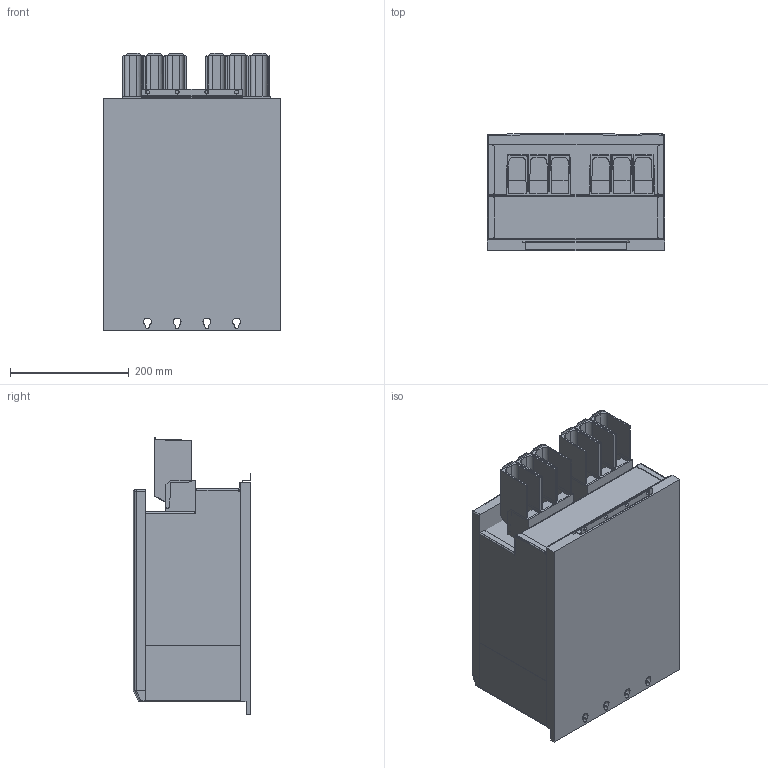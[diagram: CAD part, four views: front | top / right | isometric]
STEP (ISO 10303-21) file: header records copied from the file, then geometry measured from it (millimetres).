
FILE_DESCRIPTION (( 'STEP AP214' ), '1' );
FILE_NAME ('G0H6000-C024.STEP', '2010-12-10T09:14:38', ( 'KEB' ), ( 'Karl E. Brinkmann GmbH' ), 'SwSTEP 2.0', 'SolidWorks 2007', '' );
FILE_SCHEMA (( 'AUTOMOTIVE_DESIGN' ));
Length unit declared in the file: millimetre
Products named in the file (1): G0H6000-C024
Bounding box: 299 x 198.1 x 467.51 mm (x, y, z)
Volume: 5129995.3 mm3; surface area: 1271488.5 mm2
Topology: 27 solids, 27 shells, 1344 faces, 3494 edges, 2200 vertices
Faces by surface type: plane 832, cylinder 385, sphere 54, cone 27, bspline 26, torus 20
Entity records: 56445 total; most frequent: CARTESIAN_POINT 9343, ORIENTED_EDGE 6900, DIRECTION 6271, EDGE_CURVE 3450, LINE 2395, VECTOR 2395, VERTEX_POINT 2200, AXIS2_PLACEMENT_3D 1938
